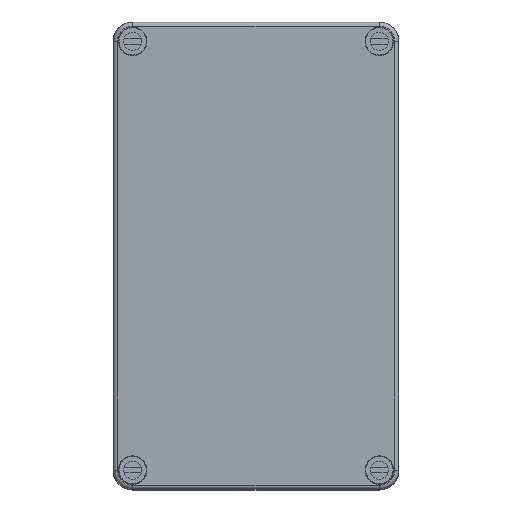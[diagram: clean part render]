
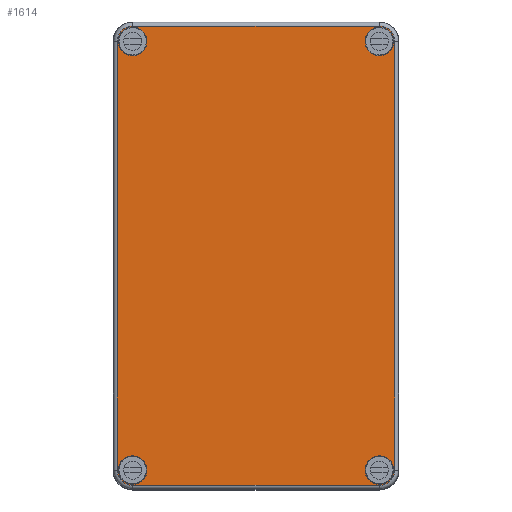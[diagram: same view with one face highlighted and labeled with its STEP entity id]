
A CAD part, top view. The second image highlights one B-rep face of the part: STEP entity #1614.
In plain terms, the highlighted planar face has unit normal (0, 0, 1).
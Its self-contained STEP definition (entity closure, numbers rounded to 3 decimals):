
#1614 = ADVANCED_FACE( '', ( #3452, #3453, #3454, #3455, #3456 ), #3457, .F. );
#3452 = FACE_BOUND( '', #5423, .T. );
#3453 = FACE_BOUND( '', #5424, .T. );
#3454 = FACE_BOUND( '', #5425, .T. );
#3455 = FACE_BOUND( '', #5426, .T. );
#3456 = FACE_OUTER_BOUND( '', #5427, .T. );
#3457 = PLANE( '', #5428 );
#5423 = EDGE_LOOP( '', ( #9806 ) );
#5424 = EDGE_LOOP( '', ( #9807 ) );
#5425 = EDGE_LOOP( '', ( #9808 ) );
#5426 = EDGE_LOOP( '', ( #9809 ) );
#5427 = EDGE_LOOP( '', ( #9810, #9811, #9812, #9813, #9814, #9815, #9816, #9817 ) );
#5428 = AXIS2_PLACEMENT_3D( '', #9818, #9819, #9820 );
#9806 = ORIENTED_EDGE( '', *, *, #12549, .F. );
#9807 = ORIENTED_EDGE( '', *, *, #12579, .F. );
#9808 = ORIENTED_EDGE( '', *, *, #11951, .F. );
#9809 = ORIENTED_EDGE( '', *, *, #12580, .F. );
#9810 = ORIENTED_EDGE( '', *, *, #12222, .T. );
#9811 = ORIENTED_EDGE( '', *, *, #11349, .F. );
#9812 = ORIENTED_EDGE( '', *, *, #11294, .T. );
#9813 = ORIENTED_EDGE( '', *, *, #11525, .T. );
#9814 = ORIENTED_EDGE( '', *, *, #12581, .F. );
#9815 = ORIENTED_EDGE( '', *, *, #12582, .T. );
#9816 = ORIENTED_EDGE( '', *, *, #12572, .F. );
#9817 = ORIENTED_EDGE( '', *, *, #12463, .F. );
#9818 = CARTESIAN_POINT( '', ( -53.356, 82.5, 18. ) );
#9819 = DIRECTION( '', ( 0., 0., -1. ) );
#9820 = DIRECTION( '', ( -1., 0., 0. ) );
#11294 = EDGE_CURVE( '', #13537, #13538, #13539, .T. );
#11349 = EDGE_CURVE( '', #13537, #13628, #13632, .T. );
#11525 = EDGE_CURVE( '', #13538, #13918, #13920, .T. );
#11951 = EDGE_CURVE( '', #14576, #14576, #14577, .T. );
#12222 = EDGE_CURVE( '', #14949, #13628, #14950, .T. );
#12463 = EDGE_CURVE( '', #14949, #15254, #15258, .T. );
#12549 = EDGE_CURVE( '', #15363, #15363, #15364, .T. );
#12572 = EDGE_CURVE( '', #15254, #15388, #15389, .T. );
#12579 = EDGE_CURVE( '', #15397, #15397, #15398, .T. );
#12580 = EDGE_CURVE( '', #15399, #15399, #15400, .T. );
#12581 = EDGE_CURVE( '', #15401, #13918, #15402, .T. );
#12582 = EDGE_CURVE( '', #15401, #15388, #15403, .T. );
#13537 = VERTEX_POINT( '', #16610 );
#13538 = VERTEX_POINT( '', #16611 );
#13539 = CIRCLE( '', #16612, 5.856 );
#13628 = VERTEX_POINT( '', #16725 );
#13632 = LINE( '', #16730, #16731 );
#13918 = VERTEX_POINT( '', #17096 );
#13920 = LINE( '', #17098, #17099 );
#14576 = VERTEX_POINT( '', #18049 );
#14577 = CIRCLE( '', #18050, 5.5 );
#14949 = VERTEX_POINT( '', #18558 );
#14950 = CIRCLE( '', #18559, 5.856 );
#15254 = VERTEX_POINT( '', #18959 );
#15258 = LINE( '', #18964, #18965 );
#15363 = VERTEX_POINT( '', #19103 );
#15364 = CIRCLE( '', #19104, 5.5 );
#15388 = VERTEX_POINT( '', #19136 );
#15389 = CIRCLE( '', #19137, 5.856 );
#15397 = VERTEX_POINT( '', #19145 );
#15398 = CIRCLE( '', #19146, 5.5 );
#15399 = VERTEX_POINT( '', #19147 );
#15400 = CIRCLE( '', #19148, 5.5 );
#15401 = VERTEX_POINT( '', #19149 );
#15402 = CIRCLE( '', #19150, 5.856 );
#15403 = LINE( '', #19151, #19152 );
#16610 = CARTESIAN_POINT( '', ( 53.356, 82.5, 18. ) );
#16611 = CARTESIAN_POINT( '', ( 47.5, 88.356, 18. ) );
#16612 = AXIS2_PLACEMENT_3D( '', #19987, #19988, #19989 );
#16725 = CARTESIAN_POINT( '', ( 53.356, -82.5, 18. ) );
#16730 = CARTESIAN_POINT( '', ( 53.356, 82.5, 18. ) );
#16731 = VECTOR( '', #20066, 1000. );
#17096 = CARTESIAN_POINT( '', ( -47.5, 88.356, 18. ) );
#17098 = CARTESIAN_POINT( '', ( 47.5, 88.356, 18. ) );
#17099 = VECTOR( '', #20332, 1000. );
#18049 = CARTESIAN_POINT( '', ( -42., 82.5, 18. ) );
#18050 = AXIS2_PLACEMENT_3D( '', #20872, #20873, #20874 );
#18558 = CARTESIAN_POINT( '', ( 47.5, -88.356, 18. ) );
#18559 = AXIS2_PLACEMENT_3D( '', #21203, #21204, #21205 );
#18959 = CARTESIAN_POINT( '', ( -47.5, -88.356, 18. ) );
#18964 = CARTESIAN_POINT( '', ( 47.5, -88.356, 18. ) );
#18965 = VECTOR( '', #21492, 1000. );
#19103 = CARTESIAN_POINT( '', ( -42., -82.5, 18. ) );
#19104 = AXIS2_PLACEMENT_3D( '', #21592, #21593, #21594 );
#19136 = CARTESIAN_POINT( '', ( -53.356, -82.5, 18. ) );
#19137 = AXIS2_PLACEMENT_3D( '', #21609, #21610, #21611 );
#19145 = CARTESIAN_POINT( '', ( 53., -82.5, 18. ) );
#19146 = AXIS2_PLACEMENT_3D( '', #21618, #21619, #21620 );
#19147 = CARTESIAN_POINT( '', ( 53., 82.5, 18. ) );
#19148 = AXIS2_PLACEMENT_3D( '', #21621, #21622, #21623 );
#19149 = CARTESIAN_POINT( '', ( -53.356, 82.5, 18. ) );
#19150 = AXIS2_PLACEMENT_3D( '', #21624, #21625, #21626 );
#19151 = CARTESIAN_POINT( '', ( -53.356, 82.5, 18. ) );
#19152 = VECTOR( '', #21627, 1000. );
#19987 = CARTESIAN_POINT( '', ( 47.5, 82.5, 18. ) );
#19988 = DIRECTION( '', ( 0., 0., 1. ) );
#19989 = DIRECTION( '', ( 1., 0., 0. ) );
#20066 = DIRECTION( '', ( 0., -1., 0. ) );
#20332 = DIRECTION( '', ( -1., 0., 0. ) );
#20872 = CARTESIAN_POINT( '', ( -47.5, 82.5, 18. ) );
#20873 = DIRECTION( '', ( 0., 0., 1. ) );
#20874 = DIRECTION( '', ( 1., 0., 0. ) );
#21203 = CARTESIAN_POINT( '', ( 47.5, -82.5, 18. ) );
#21204 = DIRECTION( '', ( 0., 0., 1. ) );
#21205 = DIRECTION( '', ( 1., 0., 0. ) );
#21492 = DIRECTION( '', ( -1., 0., 0. ) );
#21592 = CARTESIAN_POINT( '', ( -47.5, -82.5, 18. ) );
#21593 = DIRECTION( '', ( 0., 0., 1. ) );
#21594 = DIRECTION( '', ( 1., 0., 0. ) );
#21609 = CARTESIAN_POINT( '', ( -47.5, -82.5, 18. ) );
#21610 = DIRECTION( '', ( 0., 0., -1. ) );
#21611 = DIRECTION( '', ( -1., 0., 0. ) );
#21618 = CARTESIAN_POINT( '', ( 47.5, -82.5, 18. ) );
#21619 = DIRECTION( '', ( 0., 0., 1. ) );
#21620 = DIRECTION( '', ( 1., 0., 0. ) );
#21621 = CARTESIAN_POINT( '', ( 47.5, 82.5, 18. ) );
#21622 = DIRECTION( '', ( 0., 0., 1. ) );
#21623 = DIRECTION( '', ( 1., 0., 0. ) );
#21624 = CARTESIAN_POINT( '', ( -47.5, 82.5, 18. ) );
#21625 = DIRECTION( '', ( 0., 0., -1. ) );
#21626 = DIRECTION( '', ( -1., 0., 0. ) );
#21627 = DIRECTION( '', ( 0., -1., 0. ) );
